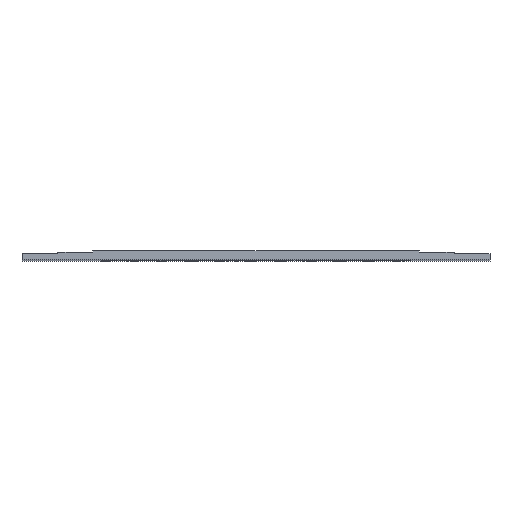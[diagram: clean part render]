
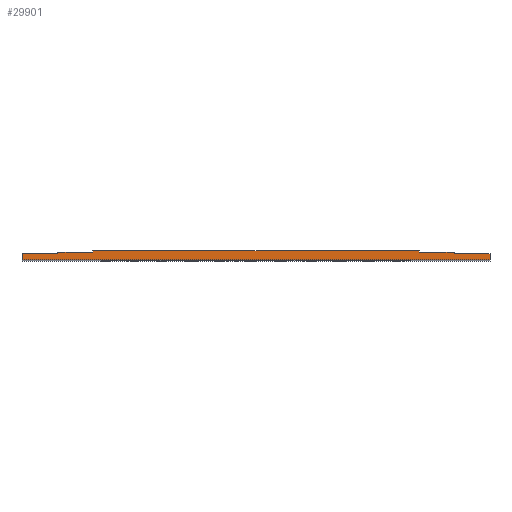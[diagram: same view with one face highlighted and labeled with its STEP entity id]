
A CAD part, top view. The second image highlights one B-rep face of the part: STEP entity #29901.
In plain terms, the highlighted planar face has unit normal (0, 0, 1).
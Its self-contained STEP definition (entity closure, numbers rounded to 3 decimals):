
#1933=FACE_OUTER_BOUND('',#3593,.T.);
#3593=EDGE_LOOP('',(#23798,#23799,#23800,#23801,#23802,#23803,#23804,#23805,
#23806,#23807,#23808,#23809));
#4477=LINE('',#38074,#8301);
#4676=LINE('',#42799,#8500);
#4678=LINE('',#42802,#8502);
#5876=LINE('',#45132,#9700);
#5880=LINE('',#45139,#9704);
#5881=LINE('',#45142,#9705);
#7223=LINE('',#49355,#11047);
#7224=LINE('',#49357,#11048);
#7225=LINE('',#49359,#11049);
#7226=LINE('',#49361,#11050);
#7227=LINE('',#49363,#11051);
#7228=LINE('',#49364,#11052);
#8301=VECTOR('',#31815,10.);
#8500=VECTOR('',#32016,10.);
#8502=VECTOR('',#32020,10.);
#9700=VECTOR('',#33224,10.);
#9704=VECTOR('',#33230,10.);
#9705=VECTOR('',#33233,10.);
#11047=VECTOR('',#35727,10.);
#11048=VECTOR('',#35728,10.);
#11049=VECTOR('',#35729,10.);
#11050=VECTOR('',#35730,10.);
#11051=VECTOR('',#35731,10.);
#11052=VECTOR('',#35732,10.);
#12125=VERTEX_POINT('',#38071);
#12126=VERTEX_POINT('',#38073);
#12514=VERTEX_POINT('',#42792);
#12517=VERTEX_POINT('',#42797);
#13646=VERTEX_POINT('',#45131);
#13648=VERTEX_POINT('',#45137);
#13649=VERTEX_POINT('',#45141);
#14507=VERTEX_POINT('',#49354);
#14508=VERTEX_POINT('',#49356);
#14509=VERTEX_POINT('',#49358);
#14510=VERTEX_POINT('',#49360);
#14511=VERTEX_POINT('',#49362);
#14982=EDGE_CURVE('',#12125,#12126,#4477,.T.);
#15425=EDGE_CURVE('',#12514,#12517,#4676,.T.);
#15427=EDGE_CURVE('',#12126,#12517,#4678,.T.);
#16627=EDGE_CURVE('',#13646,#12514,#5876,.T.);
#16631=EDGE_CURVE('',#12125,#13648,#5880,.T.);
#16632=EDGE_CURVE('',#13649,#13646,#5881,.T.);
#18140=EDGE_CURVE('',#14507,#13648,#7223,.T.);
#18141=EDGE_CURVE('',#14507,#14508,#7224,.T.);
#18142=EDGE_CURVE('',#14508,#14509,#7225,.T.);
#18143=EDGE_CURVE('',#14509,#14510,#7226,.T.);
#18144=EDGE_CURVE('',#14511,#14510,#7227,.T.);
#18145=EDGE_CURVE('',#13649,#14511,#7228,.T.);
#23798=ORIENTED_EDGE('',*,*,#16627,.T.);
#23799=ORIENTED_EDGE('',*,*,#15425,.T.);
#23800=ORIENTED_EDGE('',*,*,#15427,.F.);
#23801=ORIENTED_EDGE('',*,*,#14982,.F.);
#23802=ORIENTED_EDGE('',*,*,#16631,.T.);
#23803=ORIENTED_EDGE('',*,*,#18140,.F.);
#23804=ORIENTED_EDGE('',*,*,#18141,.T.);
#23805=ORIENTED_EDGE('',*,*,#18142,.T.);
#23806=ORIENTED_EDGE('',*,*,#18143,.T.);
#23807=ORIENTED_EDGE('',*,*,#18144,.F.);
#23808=ORIENTED_EDGE('',*,*,#18145,.F.);
#23809=ORIENTED_EDGE('',*,*,#16632,.T.);
#28493=PLANE('',#31177);
#29901=ADVANCED_FACE('',(#1933),#28493,.T.);
#31177=AXIS2_PLACEMENT_3D('',#49353,#35725,#35726);
#31815=DIRECTION('',(0.,1.,0.));
#32016=DIRECTION('',(0.,1.,0.));
#32020=DIRECTION('',(1.,0.,0.));
#33224=DIRECTION('',(-1.,0.,0.));
#33230=DIRECTION('',(-1.,0.,0.));
#33233=DIRECTION('',(0.,1.,0.));
#35725=DIRECTION('center_axis',(0.,0.,1.));
#35726=DIRECTION('ref_axis',(1.,0.,0.));
#35727=DIRECTION('',(0.,1.,0.));
#35728=DIRECTION('',(-1.,0.,0.));
#35729=DIRECTION('',(0.,-1.,0.));
#35730=DIRECTION('',(1.,0.,0.));
#35731=DIRECTION('',(0.,-1.,0.));
#35732=DIRECTION('',(1.,0.,0.));
#38071=CARTESIAN_POINT('',(0.,0.3,160.));
#38073=CARTESIAN_POINT('',(0.,0.6,160.));
#38074=CARTESIAN_POINT('',(0.,0.,160.));
#42792=CARTESIAN_POINT('',(77.5,0.3,160.));
#42797=CARTESIAN_POINT('',(77.5,0.6,160.));
#42799=CARTESIAN_POINT('',(77.5,0.,160.));
#42802=CARTESIAN_POINT('',(19.375,0.6,160.));
#45131=CARTESIAN_POINT('',(85.75,0.3,160.));
#45132=CARTESIAN_POINT('',(40.813,0.3,160.));
#45137=CARTESIAN_POINT('',(-8.25,0.3,160.));
#45139=CARTESIAN_POINT('',(-2.063,0.3,160.));
#45141=CARTESIAN_POINT('',(85.75,0.,160.));
#45142=CARTESIAN_POINT('',(85.75,0.,160.));
#49353=CARTESIAN_POINT('Origin',(0.,0.,160.));
#49354=CARTESIAN_POINT('',(-8.25,0.,160.));
#49355=CARTESIAN_POINT('',(-8.25,0.,160.));
#49356=CARTESIAN_POINT('',(-16.75,0.,160.));
#49357=CARTESIAN_POINT('',(0.,0.,160.));
#49358=CARTESIAN_POINT('',(-16.75,-1.5,160.));
#49359=CARTESIAN_POINT('',(-16.75,0.,160.));
#49360=CARTESIAN_POINT('',(94.25,-1.5,160.));
#49361=CARTESIAN_POINT('',(77.5,-1.5,160.));
#49362=CARTESIAN_POINT('',(94.25,0.,160.));
#49363=CARTESIAN_POINT('',(94.25,0.,160.));
#49364=CARTESIAN_POINT('',(77.5,0.,160.));
